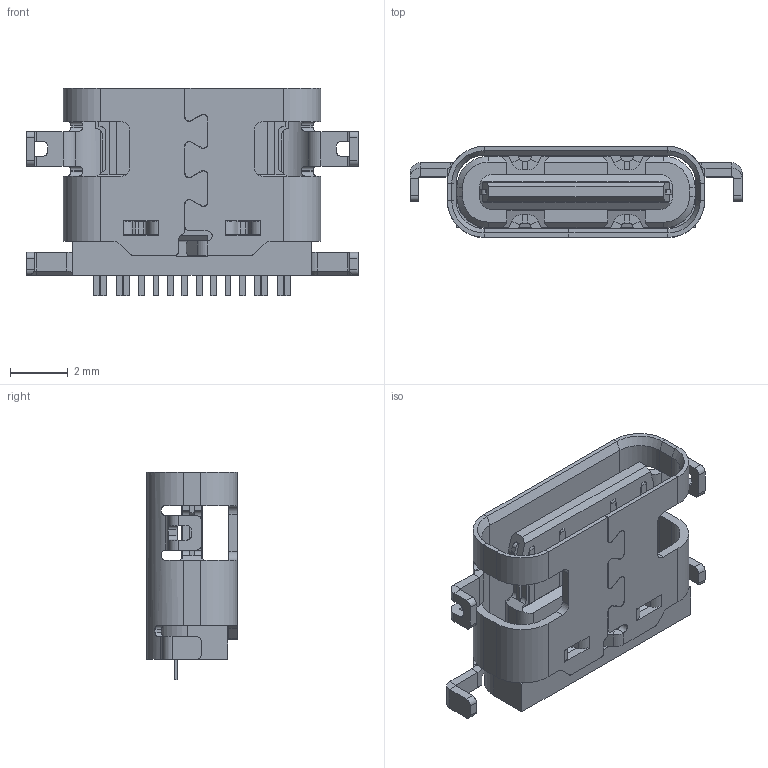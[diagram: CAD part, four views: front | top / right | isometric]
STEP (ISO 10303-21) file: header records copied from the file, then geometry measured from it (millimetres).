
FILE_DESCRIPTION (( 'STEP AP214' ), '1' );
FILE_NAME ('2169900001.STEP', '2022-09-17T16:49:11', ( '' ), ( '' ), 'SwSTEP 2.0', 'SolidWorks 2017', '' );
FILE_SCHEMA (( 'AUTOMOTIVE_DESIGN' ));
Length unit declared in the file: millimetre
Products named in the file (2): 2169900001_2169900001; 2169900001
Assembly tree (1 placements, depth 2):
  2169900001
    2169900001_2169900001
Bounding box: 11.54 x 3.16 x 7.2 mm (x, y, z)
Volume: 92.8 mm3; surface area: 444.3 mm2
Topology: 34 solids, 34 shells, 853 faces, 2137 edges, 1333 vertices
Faces by surface type: plane 630, cylinder 209, cone 14
Entity records: 29468 total; most frequent: CARTESIAN_POINT 5439, ORIENTED_EDGE 4274, DIRECTION 3997, EDGE_CURVE 2137, VECTOR 1647, LINE 1647, VERTEX_POINT 1333, AXIS2_PLACEMENT_3D 1175
